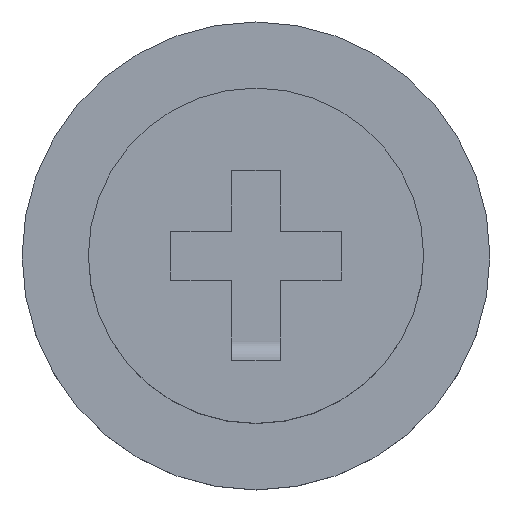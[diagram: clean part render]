
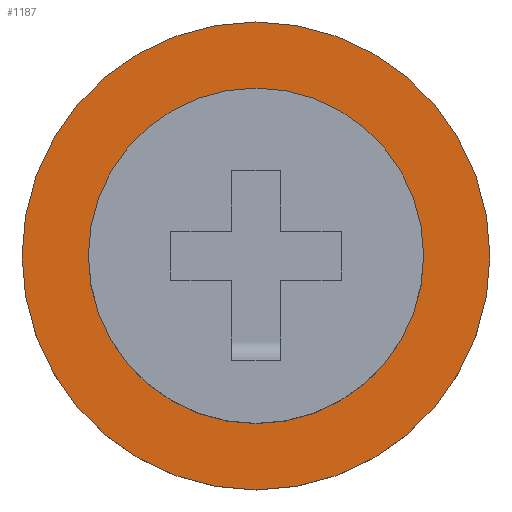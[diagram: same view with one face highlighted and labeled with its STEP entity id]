
A CAD part, top view. The second image highlights one B-rep face of the part: STEP entity #1187.
In plain terms, the highlighted planar face has unit normal (0, 0, 1).
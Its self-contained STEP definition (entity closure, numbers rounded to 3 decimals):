
#427 = CYLINDRICAL_SURFACE('',#428,1.72);
#428 = AXIS2_PLACEMENT_3D('',#429,#430,#431);
#429 = CARTESIAN_POINT('',(0.,0.,0.6));
#430 = DIRECTION('',(0.,0.,1.));
#431 = DIRECTION('',(1.,0.,0.));
#1094 = EDGE_CURVE('',#1095,#1095,#1097,.T.);
#1095 = VERTEX_POINT('',#1096);
#1096 = CARTESIAN_POINT('',(1.72,0.,0.6));
#1097 = SURFACE_CURVE('',#1098,(#1103,#1110),.PCURVE_S1.);
#1098 = CIRCLE('',#1099,1.72);
#1099 = AXIS2_PLACEMENT_3D('',#1100,#1101,#1102);
#1100 = CARTESIAN_POINT('',(0.,0.,0.6));
#1101 = DIRECTION('',(0.,0.,-1.));
#1102 = DIRECTION('',(1.,0.,0.));
#1103 = PCURVE('',#427,#1104);
#1104 = DEFINITIONAL_REPRESENTATION('',(#1105),#1109);
#1105 = LINE('',#1106,#1107);
#1106 = CARTESIAN_POINT('',(-0.,0.));
#1107 = VECTOR('',#1108,1.);
#1108 = DIRECTION('',(-1.,0.));
#1109 = ( GEOMETRIC_REPRESENTATION_CONTEXT(2) 
PARAMETRIC_REPRESENTATION_CONTEXT() REPRESENTATION_CONTEXT('2D SPACE',''
  ) );
#1110 = PCURVE('',#1111,#1116);
#1111 = PLANE('',#1112);
#1112 = AXIS2_PLACEMENT_3D('',#1113,#1114,#1115);
#1113 = CARTESIAN_POINT('',(0.,0.,0.6));
#1114 = DIRECTION('',(0.,0.,-1.));
#1115 = DIRECTION('',(1.,0.,0.));
#1116 = DEFINITIONAL_REPRESENTATION('',(#1117),#1121);
#1117 = CIRCLE('',#1118,1.72);
#1118 = AXIS2_PLACEMENT_2D('',#1119,#1120);
#1119 = CARTESIAN_POINT('',(0.,0.));
#1120 = DIRECTION('',(1.,0.));
#1121 = ( GEOMETRIC_REPRESENTATION_CONTEXT(2) 
PARAMETRIC_REPRESENTATION_CONTEXT() REPRESENTATION_CONTEXT('2D SPACE',''
  ) );
#1187 = ADVANCED_FACE('',(#1188,#1219),#1111,.F.);
#1188 = FACE_BOUND('',#1189,.F.);
#1189 = EDGE_LOOP('',(#1190));
#1190 = ORIENTED_EDGE('',*,*,#1191,.T.);
#1191 = EDGE_CURVE('',#1192,#1192,#1194,.T.);
#1192 = VERTEX_POINT('',#1193);
#1193 = CARTESIAN_POINT('',(2.4,0.,0.6));
#1194 = SURFACE_CURVE('',#1195,(#1200,#1207),.PCURVE_S1.);
#1195 = CIRCLE('',#1196,2.4);
#1196 = AXIS2_PLACEMENT_3D('',#1197,#1198,#1199);
#1197 = CARTESIAN_POINT('',(0.,0.,0.6));
#1198 = DIRECTION('',(0.,0.,-1.));
#1199 = DIRECTION('',(1.,0.,0.));
#1200 = PCURVE('',#1111,#1201);
#1201 = DEFINITIONAL_REPRESENTATION('',(#1202),#1206);
#1202 = CIRCLE('',#1203,2.4);
#1203 = AXIS2_PLACEMENT_2D('',#1204,#1205);
#1204 = CARTESIAN_POINT('',(0.,0.));
#1205 = DIRECTION('',(1.,0.));
#1206 = ( GEOMETRIC_REPRESENTATION_CONTEXT(2) 
PARAMETRIC_REPRESENTATION_CONTEXT() REPRESENTATION_CONTEXT('2D SPACE',''
  ) );
#1207 = PCURVE('',#1208,#1213);
#1208 = CYLINDRICAL_SURFACE('',#1209,2.4);
#1209 = AXIS2_PLACEMENT_3D('',#1210,#1211,#1212);
#1210 = CARTESIAN_POINT('',(0.,0.,0.));
#1211 = DIRECTION('',(0.,0.,1.));
#1212 = DIRECTION('',(1.,0.,0.));
#1213 = DEFINITIONAL_REPRESENTATION('',(#1214),#1218);
#1214 = LINE('',#1215,#1216);
#1215 = CARTESIAN_POINT('',(-0.,0.6));
#1216 = VECTOR('',#1217,1.);
#1217 = DIRECTION('',(-1.,0.));
#1218 = ( GEOMETRIC_REPRESENTATION_CONTEXT(2) 
PARAMETRIC_REPRESENTATION_CONTEXT() REPRESENTATION_CONTEXT('2D SPACE',''
  ) );
#1219 = FACE_BOUND('',#1220,.F.);
#1220 = EDGE_LOOP('',(#1221));
#1221 = ORIENTED_EDGE('',*,*,#1094,.F.);
